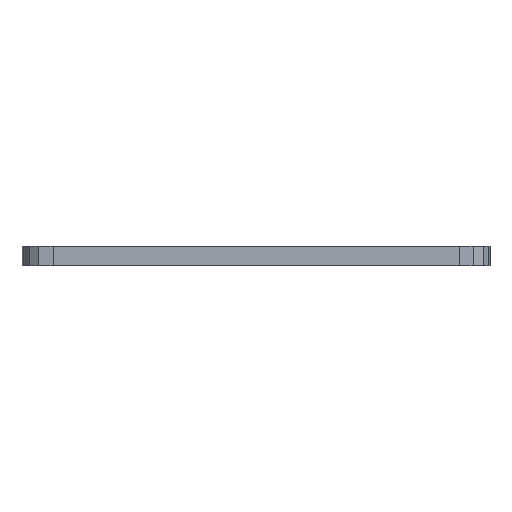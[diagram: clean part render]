
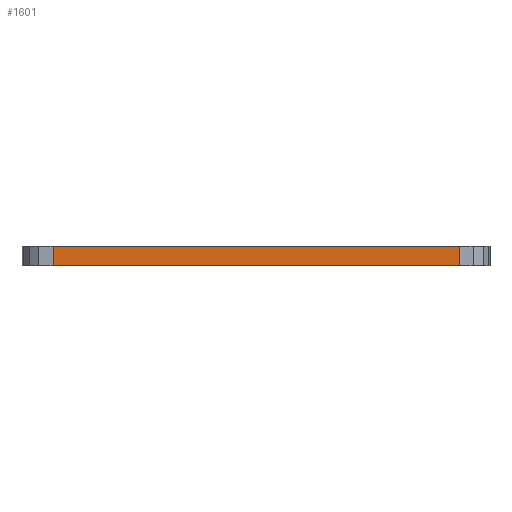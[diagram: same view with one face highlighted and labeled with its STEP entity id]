
A CAD part, left-side view. The second image highlights one B-rep face of the part: STEP entity #1601.
In plain terms, the highlighted face is a extrusion surface.
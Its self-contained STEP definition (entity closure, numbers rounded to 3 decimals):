
#32 = EDGE_CURVE('',#33,#35,#37,.T.);
#33 = VERTEX_POINT('',#34);
#34 = CARTESIAN_POINT('',(0.,-0.789,0.));
#35 = VERTEX_POINT('',#36);
#36 = CARTESIAN_POINT('',(0.,-0.789,0.5));
#37 = SURFACE_CURVE('',#38,(#42,#55),.PCURVE_S1.);
#38 = LINE('',#39,#40);
#39 = CARTESIAN_POINT('',(0.,-0.789,0.));
#40 = VECTOR('',#41,1.);
#41 = DIRECTION('',(0.,0.,1.));
#42 = PCURVE('',#43,#49);
#43 = SURFACE_OF_LINEAR_EXTRUSION('',#44,#47);
#44 = B_SPLINE_CURVE_WITH_KNOTS('',1,(#45,#46),.UNSPECIFIED.,.F.,.F.,(2,
    2),(0.,1.347),.PIECEWISE_BEZIER_KNOTS.);
#45 = CARTESIAN_POINT('',(0.,-0.789,0.));
#46 = CARTESIAN_POINT('',(0.032,-0.41,0.));
#47 = VECTOR('',#48,1.);
#48 = DIRECTION('',(-0.,-0.,-1.));
#49 = DEFINITIONAL_REPRESENTATION('',(#50),#54);
#50 = LINE('',#51,#52);
#51 = CARTESIAN_POINT('',(0.,0.));
#52 = VECTOR('',#53,1.);
#53 = DIRECTION('',(0.,-1.));
#54 = ( GEOMETRIC_REPRESENTATION_CONTEXT(2) 
PARAMETRIC_REPRESENTATION_CONTEXT() REPRESENTATION_CONTEXT('2D SPACE',''
  ) );
#55 = PCURVE('',#56,#62);
#56 = SURFACE_OF_LINEAR_EXTRUSION('',#57,#60);
#57 = B_SPLINE_CURVE_WITH_KNOTS('',1,(#58,#59),.UNSPECIFIED.,.F.,.F.,(2,
    2),(0.,36.405),.PIECEWISE_BEZIER_KNOTS.);
#58 = CARTESIAN_POINT('',(0.016,-11.063,0.));
#59 = CARTESIAN_POINT('',(0.,-0.789,0.));
#60 = VECTOR('',#61,1.);
#61 = DIRECTION('',(-0.,-0.,-1.));
#62 = DEFINITIONAL_REPRESENTATION('',(#63),#67);
#63 = LINE('',#64,#65);
#64 = CARTESIAN_POINT('',(36.405,0.));
#65 = VECTOR('',#66,1.);
#66 = DIRECTION('',(0.,-1.));
#67 = ( GEOMETRIC_REPRESENTATION_CONTEXT(2) 
PARAMETRIC_REPRESENTATION_CONTEXT() REPRESENTATION_CONTEXT('2D SPACE',''
  ) );
#84 = PLANE('',#85);
#85 = AXIS2_PLACEMENT_3D('',#86,#87,#88);
#86 = CARTESIAN_POINT('',(0.,-0.789,0.5));
#87 = DIRECTION('',(0.,0.,1.));
#88 = DIRECTION('',(1.,0.,-0.));
#137 = PLANE('',#138);
#138 = AXIS2_PLACEMENT_3D('',#139,#140,#141);
#139 = CARTESIAN_POINT('',(0.,-0.789,0.));
#140 = DIRECTION('',(0.,0.,1.));
#141 = DIRECTION('',(1.,0.,-0.));
#1503 = SURFACE_OF_LINEAR_EXTRUSION('',#1504,#1507);
#1504 = B_SPLINE_CURVE_WITH_KNOTS('',1,(#1505,#1506),.UNSPECIFIED.,.F.,
  .F.,(2,2),(0.,1.235),.PIECEWISE_BEZIER_KNOTS.);
#1505 = CARTESIAN_POINT('',(0.047,-11.41,0.));
#1506 = CARTESIAN_POINT('',(0.016,-11.063,0.));
#1507 = VECTOR('',#1508,1.);
#1508 = DIRECTION('',(-0.,-0.,-1.));
#1540 = VERTEX_POINT('',#1541);
#1541 = CARTESIAN_POINT('',(0.016,-11.063,0.5));
#1560 = EDGE_CURVE('',#1561,#1540,#1563,.T.);
#1561 = VERTEX_POINT('',#1562);
#1562 = CARTESIAN_POINT('',(0.016,-11.063,0.));
#1563 = SURFACE_CURVE('',#1564,(#1568,#1575),.PCURVE_S1.);
#1564 = LINE('',#1565,#1566);
#1565 = CARTESIAN_POINT('',(0.016,-11.063,0.));
#1566 = VECTOR('',#1567,1.);
#1567 = DIRECTION('',(0.,0.,1.));
#1568 = PCURVE('',#1503,#1569);
#1569 = DEFINITIONAL_REPRESENTATION('',(#1570),#1574);
#1570 = LINE('',#1571,#1572);
#1571 = CARTESIAN_POINT('',(1.235,0.));
#1572 = VECTOR('',#1573,1.);
#1573 = DIRECTION('',(0.,-1.));
#1574 = ( GEOMETRIC_REPRESENTATION_CONTEXT(2) 
PARAMETRIC_REPRESENTATION_CONTEXT() REPRESENTATION_CONTEXT('2D SPACE',''
  ) );
#1575 = PCURVE('',#56,#1576);
#1576 = DEFINITIONAL_REPRESENTATION('',(#1577),#1581);
#1577 = LINE('',#1578,#1579);
#1578 = CARTESIAN_POINT('',(0.,0.));
#1579 = VECTOR('',#1580,1.);
#1580 = DIRECTION('',(0.,-1.));
#1581 = ( GEOMETRIC_REPRESENTATION_CONTEXT(2) 
PARAMETRIC_REPRESENTATION_CONTEXT() REPRESENTATION_CONTEXT('2D SPACE',''
  ) );
#1601 = ADVANCED_FACE('',(#1602),#56,.T.);
#1602 = FACE_BOUND('',#1603,.T.);
#1603 = EDGE_LOOP('',(#1604,#1605,#1624,#1625));
#1604 = ORIENTED_EDGE('',*,*,#1560,.T.);
#1605 = ORIENTED_EDGE('',*,*,#1606,.T.);
#1606 = EDGE_CURVE('',#1540,#35,#1607,.T.);
#1607 = SURFACE_CURVE('',#1608,(#1611,#1618),.PCURVE_S1.);
#1608 = B_SPLINE_CURVE_WITH_KNOTS('',1,(#1609,#1610),.UNSPECIFIED.,.F.,
  .F.,(2,2),(0.,36.405),.PIECEWISE_BEZIER_KNOTS.);
#1609 = CARTESIAN_POINT('',(0.016,-11.063,0.5));
#1610 = CARTESIAN_POINT('',(0.,-0.789,0.5));
#1611 = PCURVE('',#56,#1612);
#1612 = DEFINITIONAL_REPRESENTATION('',(#1613),#1617);
#1613 = LINE('',#1614,#1615);
#1614 = CARTESIAN_POINT('',(0.,-0.5));
#1615 = VECTOR('',#1616,1.);
#1616 = DIRECTION('',(1.,0.));
#1617 = ( GEOMETRIC_REPRESENTATION_CONTEXT(2) 
PARAMETRIC_REPRESENTATION_CONTEXT() REPRESENTATION_CONTEXT('2D SPACE',''
  ) );
#1618 = PCURVE('',#84,#1619);
#1619 = DEFINITIONAL_REPRESENTATION('',(#1620),#1623);
#1620 = B_SPLINE_CURVE_WITH_KNOTS('',1,(#1621,#1622),.UNSPECIFIED.,.F.,
  .F.,(2,2),(0.,36.405),.PIECEWISE_BEZIER_KNOTS.);
#1621 = CARTESIAN_POINT('',(0.016,-10.274));
#1622 = CARTESIAN_POINT('',(0.,0.));
#1623 = ( GEOMETRIC_REPRESENTATION_CONTEXT(2) 
PARAMETRIC_REPRESENTATION_CONTEXT() REPRESENTATION_CONTEXT('2D SPACE',''
  ) );
#1624 = ORIENTED_EDGE('',*,*,#32,.F.);
#1625 = ORIENTED_EDGE('',*,*,#1626,.F.);
#1626 = EDGE_CURVE('',#1561,#33,#1627,.T.);
#1627 = SURFACE_CURVE('',#1628,(#1631,#1638),.PCURVE_S1.);
#1628 = B_SPLINE_CURVE_WITH_KNOTS('',1,(#1629,#1630),.UNSPECIFIED.,.F.,
  .F.,(2,2),(0.,36.405),.PIECEWISE_BEZIER_KNOTS.);
#1629 = CARTESIAN_POINT('',(0.016,-11.063,0.));
#1630 = CARTESIAN_POINT('',(0.,-0.789,0.));
#1631 = PCURVE('',#56,#1632);
#1632 = DEFINITIONAL_REPRESENTATION('',(#1633),#1637);
#1633 = LINE('',#1634,#1635);
#1634 = CARTESIAN_POINT('',(0.,0.));
#1635 = VECTOR('',#1636,1.);
#1636 = DIRECTION('',(1.,0.));
#1637 = ( GEOMETRIC_REPRESENTATION_CONTEXT(2) 
PARAMETRIC_REPRESENTATION_CONTEXT() REPRESENTATION_CONTEXT('2D SPACE',''
  ) );
#1638 = PCURVE('',#137,#1639);
#1639 = DEFINITIONAL_REPRESENTATION('',(#1640),#1643);
#1640 = B_SPLINE_CURVE_WITH_KNOTS('',1,(#1641,#1642),.UNSPECIFIED.,.F.,
  .F.,(2,2),(0.,36.405),.PIECEWISE_BEZIER_KNOTS.);
#1641 = CARTESIAN_POINT('',(0.016,-10.274));
#1642 = CARTESIAN_POINT('',(0.,0.));
#1643 = ( GEOMETRIC_REPRESENTATION_CONTEXT(2) 
PARAMETRIC_REPRESENTATION_CONTEXT() REPRESENTATION_CONTEXT('2D SPACE',''
  ) );
